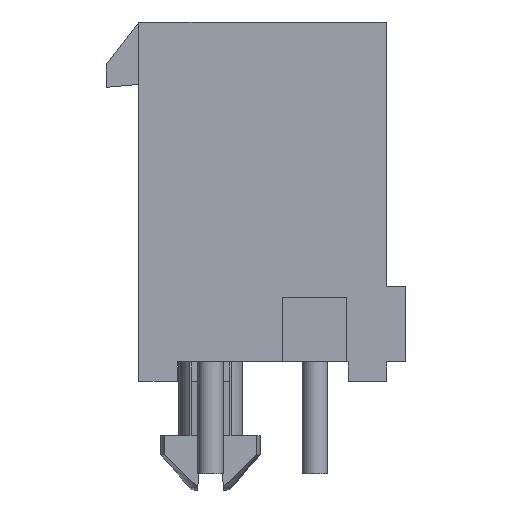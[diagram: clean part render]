
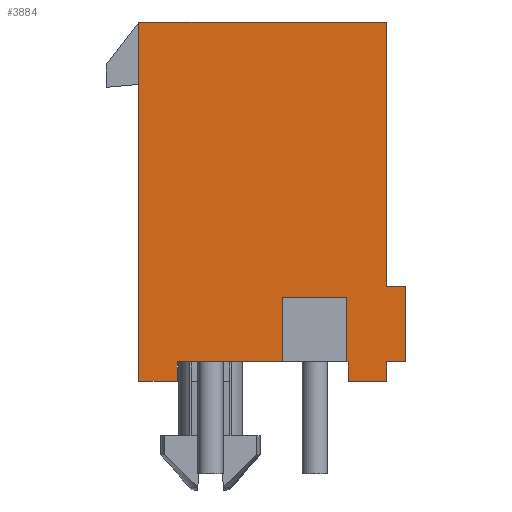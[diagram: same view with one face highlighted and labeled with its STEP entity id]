
A CAD part, left-side view. The second image highlights one B-rep face of the part: STEP entity #3884.
In plain terms, the highlighted planar face has unit normal (-1, 0, 0).
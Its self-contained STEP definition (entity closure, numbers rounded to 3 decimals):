
#134=DIRECTION('',(0.,0.,1.));
#135=VECTOR('',#134,2.54);
#136=CARTESIAN_POINT('',(-4.915,-3.34,-13.487));
#137=LINE('',#136,#135);
#138=DIRECTION('',(0.,1.,0.));
#139=VECTOR('',#138,2.54);
#140=CARTESIAN_POINT('',(-4.915,-3.34,-10.947));
#141=LINE('',#140,#139);
#142=DIRECTION('',(0.,0.,-1.));
#143=VECTOR('',#142,2.54);
#144=CARTESIAN_POINT('',(-4.915,-0.8,-10.947));
#145=LINE('',#144,#143);
#146=DIRECTION('',(0.,1.,0.));
#147=VECTOR('',#146,4.191);
#148=CARTESIAN_POINT('',(-4.915,-0.8,-13.487));
#149=LINE('',#148,#147);
#150=DIRECTION('',(0.,0.,-1.));
#151=VECTOR('',#150,0.762);
#152=CARTESIAN_POINT('',(-4.915,3.391,-13.487));
#153=LINE('',#152,#151);
#154=DIRECTION('',(0.,0.,1.));
#155=VECTOR('',#154,14.249);
#156=CARTESIAN_POINT('',(-4.915,4.915,-14.249));
#157=LINE('',#156,#155);
#158=DIRECTION('',(0.,-1.,0.));
#159=VECTOR('',#158,9.83);
#160=CARTESIAN_POINT('',(-4.915,4.915,0.));
#161=LINE('',#160,#159);
#162=DIRECTION('',(0.,1.,0.));
#163=VECTOR('',#162,0.762);
#164=CARTESIAN_POINT('',(-4.915,-5.677,-10.481));
#165=LINE('',#164,#163);
#166=DIRECTION('',(0.,0.,1.));
#167=VECTOR('',#166,3.006);
#168=CARTESIAN_POINT('',(-4.915,-5.677,-13.487));
#169=LINE('',#168,#167);
#170=DIRECTION('',(0.,-1.,0.));
#171=VECTOR('',#170,0.762);
#172=CARTESIAN_POINT('',(-4.915,-4.915,-13.487));
#173=LINE('',#172,#171);
#174=DIRECTION('',(0.,1.,0.));
#175=VECTOR('',#174,0.051);
#176=CARTESIAN_POINT('',(-4.915,-3.391,-13.487));
#177=LINE('',#176,#175);
#310=DIRECTION('',(0.,0.,-1.));
#311=VECTOR('',#310,0.762);
#312=CARTESIAN_POINT('',(-4.915,-3.391,-13.487));
#313=LINE('',#312,#311);
#318=DIRECTION('',(0.,1.,0.));
#319=VECTOR('',#318,1.524);
#320=CARTESIAN_POINT('',(-4.915,3.391,-14.249));
#321=LINE('',#320,#319);
#330=DIRECTION('',(0.,1.,0.));
#331=VECTOR('',#330,1.524);
#332=CARTESIAN_POINT('',(-4.915,-4.915,-14.249));
#333=LINE('',#332,#331);
#829=DIRECTION('',(0.,0.,1.));
#830=VECTOR('',#829,0.762);
#831=CARTESIAN_POINT('',(-4.915,-4.915,-14.249));
#832=LINE('',#831,#830);
#865=DIRECTION('',(0.,0.,1.));
#866=VECTOR('',#865,10.481);
#867=CARTESIAN_POINT('',(-4.915,-4.915,-10.481));
#868=LINE('',#867,#866);
#2987=CARTESIAN_POINT('',(-4.915,4.915,0.));
#2988=CARTESIAN_POINT('',(-4.915,-4.915,0.));
#2989=VERTEX_POINT('',#2987);
#2990=VERTEX_POINT('',#2988);
#3011=CARTESIAN_POINT('',(-4.915,4.915,-14.249));
#3013=VERTEX_POINT('',#3011);
#3017=CARTESIAN_POINT('',(-4.915,3.391,-14.249));
#3018=VERTEX_POINT('',#3017);
#3019=CARTESIAN_POINT('',(-4.915,-4.915,-14.249));
#3020=CARTESIAN_POINT('',(-4.915,-3.391,-14.249));
#3021=VERTEX_POINT('',#3019);
#3022=VERTEX_POINT('',#3020);
#3045=CARTESIAN_POINT('',(-4.915,3.391,-13.487));
#3046=VERTEX_POINT('',#3045);
#3047=CARTESIAN_POINT('',(-4.915,-3.391,-13.487));
#3049=VERTEX_POINT('',#3047);
#3063=CARTESIAN_POINT('',(-4.915,-4.915,-13.487));
#3064=VERTEX_POINT('',#3063);
#3065=CARTESIAN_POINT('',(-4.915,-5.677,-13.487));
#3066=CARTESIAN_POINT('',(-4.915,-5.677,-10.481));
#3067=VERTEX_POINT('',#3065);
#3068=VERTEX_POINT('',#3066);
#3347=CARTESIAN_POINT('',(-4.915,-4.915,-10.481));
#3348=VERTEX_POINT('',#3347);
#3473=CARTESIAN_POINT('',(-4.915,-3.34,-13.487));
#3474=CARTESIAN_POINT('',(-4.915,-3.34,-10.947));
#3475=VERTEX_POINT('',#3473);
#3476=VERTEX_POINT('',#3474);
#3477=CARTESIAN_POINT('',(-4.915,-0.8,-10.947));
#3478=VERTEX_POINT('',#3477);
#3479=CARTESIAN_POINT('',(-4.915,-0.8,-13.487));
#3480=VERTEX_POINT('',#3479);
#3845=CARTESIAN_POINT('',(-4.915,0.,0.));
#3846=DIRECTION('',(1.,0.,0.));
#3847=DIRECTION('',(0.,0.,-1.));
#3848=AXIS2_PLACEMENT_3D('',#3845,#3846,#3847);
#3849=PLANE('',#3848);
#3851=ORIENTED_EDGE('',*,*,#3850,.T.);
#3853=ORIENTED_EDGE('',*,*,#3852,.T.);
#3855=ORIENTED_EDGE('',*,*,#3854,.T.);
#3857=ORIENTED_EDGE('',*,*,#3856,.T.);
#3859=ORIENTED_EDGE('',*,*,#3858,.T.);
#3861=ORIENTED_EDGE('',*,*,#3860,.T.);
#3863=ORIENTED_EDGE('',*,*,#3862,.T.);
#3865=ORIENTED_EDGE('',*,*,#3864,.T.);
#3867=ORIENTED_EDGE('',*,*,#3866,.F.);
#3869=ORIENTED_EDGE('',*,*,#3868,.F.);
#3871=ORIENTED_EDGE('',*,*,#3870,.F.);
#3873=ORIENTED_EDGE('',*,*,#3872,.F.);
#3875=ORIENTED_EDGE('',*,*,#3874,.F.);
#3877=ORIENTED_EDGE('',*,*,#3876,.T.);
#3879=ORIENTED_EDGE('',*,*,#3878,.F.);
#3881=ORIENTED_EDGE('',*,*,#3880,.T.);
#3882=EDGE_LOOP('',(#3851,#3853,#3855,#3857,#3859,#3861,#3863,#3865,#3867,#3869,
#3871,#3873,#3875,#3877,#3879,#3881));
#3883=FACE_OUTER_BOUND('',#3882,.F.);
#3850=EDGE_CURVE('',#3475,#3476,#137,.T.);
#3852=EDGE_CURVE('',#3476,#3478,#141,.T.);
#3854=EDGE_CURVE('',#3478,#3480,#145,.T.);
#3856=EDGE_CURVE('',#3480,#3046,#149,.T.);
#3858=EDGE_CURVE('',#3046,#3018,#153,.T.);
#3860=EDGE_CURVE('',#3018,#3013,#321,.T.);
#3862=EDGE_CURVE('',#3013,#2989,#157,.T.);
#3864=EDGE_CURVE('',#2989,#2990,#161,.T.);
#3866=EDGE_CURVE('',#3348,#2990,#868,.T.);
#3868=EDGE_CURVE('',#3068,#3348,#165,.T.);
#3870=EDGE_CURVE('',#3067,#3068,#169,.T.);
#3872=EDGE_CURVE('',#3064,#3067,#173,.T.);
#3874=EDGE_CURVE('',#3021,#3064,#832,.T.);
#3876=EDGE_CURVE('',#3021,#3022,#333,.T.);
#3878=EDGE_CURVE('',#3049,#3022,#313,.T.);
#3880=EDGE_CURVE('',#3049,#3475,#177,.T.);
#3884=ADVANCED_FACE('',(#3883),#3849,.F.);
